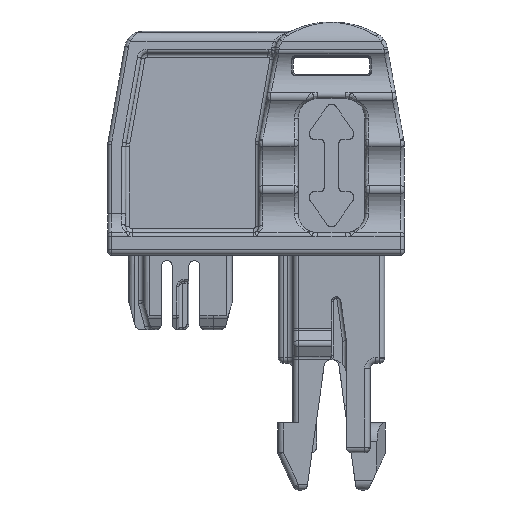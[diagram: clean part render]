
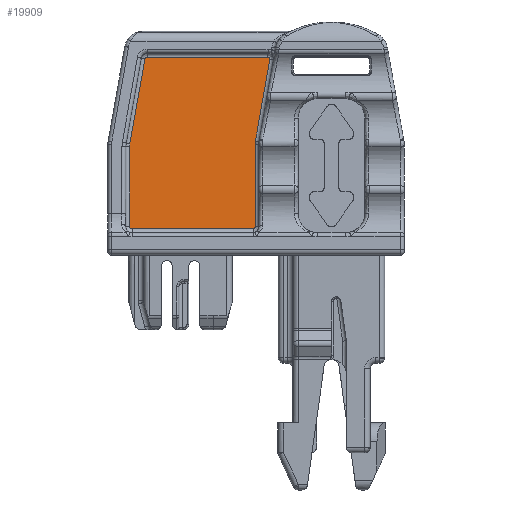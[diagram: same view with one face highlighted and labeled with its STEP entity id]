
A CAD part, front view. The second image highlights one B-rep face of the part: STEP entity #19909.
In plain terms, the highlighted planar face has unit normal (0, -0.999, 0.035).
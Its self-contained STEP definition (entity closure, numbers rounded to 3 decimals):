
#19792=AXIS2_PLACEMENT_3D('Plane Axis2P3D',#19789,#19790,#19791) ;
#15137=CARTESIAN_POINT('Vertex',(8.692,1.61,23.1)) ;
#15140=CARTESIAN_POINT('Line Origine',(7.902,1.454,18.619)) ;
#15144=CARTESIAN_POINT('Vertex',(7.918,1.457,18.714)) ;
#19740=CARTESIAN_POINT('Vertex',(8.593,1.614,23.218)) ;
#19744=CARTESIAN_POINT('Control Point',(8.692,1.61,23.1)) ;
#19745=CARTESIAN_POINT('Control Point',(8.698,1.612,23.135)) ;
#19746=CARTESIAN_POINT('Control Point',(8.689,1.613,23.172)) ;
#19747=CARTESIAN_POINT('Control Point',(8.663,1.614,23.202)) ;
#19748=CARTESIAN_POINT('Control Point',(8.628,1.614,23.218)) ;
#19749=CARTESIAN_POINT('Control Point',(8.593,1.614,23.218)) ;
#19789=CARTESIAN_POINT('Axis2P3D Location',(12.,1.278,13.576)) ;
#19794=CARTESIAN_POINT('Line Origine',(7.9,1.373,16.306)) ;
#19798=CARTESIAN_POINT('Vertex',(7.9,1.296,14.107)) ;
#19800=CARTESIAN_POINT('Vertex',(7.9,1.45,18.506)) ;
#19804=CARTESIAN_POINT('Control Point',(7.918,1.457,18.714)) ;
#19805=CARTESIAN_POINT('Control Point',(7.911,1.456,18.673)) ;
#19806=CARTESIAN_POINT('Control Point',(7.905,1.454,18.631)) ;
#19807=CARTESIAN_POINT('Control Point',(7.902,1.453,18.589)) ;
#19808=CARTESIAN_POINT('Control Point',(7.9,1.451,18.547)) ;
#19809=CARTESIAN_POINT('Control Point',(7.9,1.45,18.506)) ;
#19811=CARTESIAN_POINT('Line Origine',(5.353,1.614,23.218)) ;
#19815=CARTESIAN_POINT('Vertex',(2.114,1.614,23.218)) ;
#19819=CARTESIAN_POINT('Control Point',(1.991,1.611,23.115)) ;
#19820=CARTESIAN_POINT('Control Point',(1.993,1.611,23.128)) ;
#19821=CARTESIAN_POINT('Control Point',(1.997,1.612,23.142)) ;
#19822=CARTESIAN_POINT('Control Point',(2.004,1.612,23.155)) ;
#19823=CARTESIAN_POINT('Control Point',(2.02,1.613,23.178)) ;
#19824=CARTESIAN_POINT('Control Point',(2.041,1.614,23.196)) ;
#19825=CARTESIAN_POINT('Control Point',(2.053,1.614,23.203)) ;
#19826=CARTESIAN_POINT('Control Point',(2.072,1.614,23.212)) ;
#19827=CARTESIAN_POINT('Control Point',(2.093,1.614,23.216)) ;
#19828=CARTESIAN_POINT('Control Point',(2.1,1.614,23.217)) ;
#19829=CARTESIAN_POINT('Control Point',(2.107,1.614,23.218)) ;
#19830=CARTESIAN_POINT('Control Point',(2.114,1.614,23.218)) ;
#19831=CARTESIAN_POINT('Vertex',(1.991,1.611,23.115)) ;
#19834=CARTESIAN_POINT('Line Origine',(1.587,1.531,20.838)) ;
#19838=CARTESIAN_POINT('Vertex',(1.182,1.452,18.562)) ;
#19842=CARTESIAN_POINT('Control Point',(1.17,1.447,18.418)) ;
#19843=CARTESIAN_POINT('Control Point',(1.17,1.448,18.447)) ;
#19844=CARTESIAN_POINT('Control Point',(1.171,1.449,18.476)) ;
#19845=CARTESIAN_POINT('Control Point',(1.174,1.45,18.505)) ;
#19846=CARTESIAN_POINT('Control Point',(1.177,1.451,18.534)) ;
#19847=CARTESIAN_POINT('Control Point',(1.182,1.452,18.562)) ;
#19848=CARTESIAN_POINT('Vertex',(1.17,1.447,18.418)) ;
#19851=CARTESIAN_POINT('Line Origine',(1.167,1.372,16.281)) ;
#19855=CARTESIAN_POINT('Vertex',(1.164,1.298,14.143)) ;
#19859=CARTESIAN_POINT('Control Point',(1.3,1.293,14.007)) ;
#19860=CARTESIAN_POINT('Control Point',(1.283,1.293,14.007)) ;
#19861=CARTESIAN_POINT('Control Point',(1.266,1.293,14.01)) ;
#19862=CARTESIAN_POINT('Control Point',(1.249,1.293,14.016)) ;
#19863=CARTESIAN_POINT('Control Point',(1.219,1.294,14.031)) ;
#19864=CARTESIAN_POINT('Control Point',(1.194,1.295,14.055)) ;
#19865=CARTESIAN_POINT('Control Point',(1.184,1.295,14.07)) ;
#19866=CARTESIAN_POINT('Control Point',(1.172,1.296,14.093)) ;
#19867=CARTESIAN_POINT('Control Point',(1.166,1.297,14.118)) ;
#19868=CARTESIAN_POINT('Control Point',(1.165,1.297,14.126)) ;
#19869=CARTESIAN_POINT('Control Point',(1.164,1.297,14.135)) ;
#19870=CARTESIAN_POINT('Control Point',(1.164,1.298,14.143)) ;
#19871=CARTESIAN_POINT('Vertex',(1.3,1.293,14.007)) ;
#19874=CARTESIAN_POINT('Line Origine',(4.55,1.293,14.007)) ;
#19878=CARTESIAN_POINT('Vertex',(7.8,1.293,14.007)) ;
#19882=CARTESIAN_POINT('Control Point',(7.8,1.293,14.007)) ;
#19883=CARTESIAN_POINT('Control Point',(7.812,1.293,14.007)) ;
#19884=CARTESIAN_POINT('Control Point',(7.825,1.293,14.009)) ;
#19885=CARTESIAN_POINT('Control Point',(7.838,1.293,14.013)) ;
#19886=CARTESIAN_POINT('Control Point',(7.86,1.293,14.025)) ;
#19887=CARTESIAN_POINT('Control Point',(7.878,1.294,14.043)) ;
#19888=CARTESIAN_POINT('Control Point',(7.886,1.294,14.054)) ;
#19889=CARTESIAN_POINT('Control Point',(7.894,1.295,14.07)) ;
#19890=CARTESIAN_POINT('Control Point',(7.899,1.296,14.089)) ;
#19891=CARTESIAN_POINT('Control Point',(7.9,1.296,14.095)) ;
#19892=CARTESIAN_POINT('Control Point',(7.9,1.296,14.101)) ;
#19893=CARTESIAN_POINT('Control Point',(7.9,1.296,14.107)) ;
#15141=DIRECTION('Vector Direction',(-0.174,-0.034,-0.984)) ;
#19790=DIRECTION('Axis2P3D Direction',(0.,-0.999,0.035)) ;
#19791=DIRECTION('Axis2P3D XDirection',(0.,0.035,0.999)) ;
#19795=DIRECTION('Vector Direction',(0.,0.035,0.999)) ;
#19812=DIRECTION('Vector Direction',(-1.,0.,0.)) ;
#19835=DIRECTION('Vector Direction',(0.175,0.034,0.984)) ;
#19852=DIRECTION('Vector Direction',(0.001,0.035,0.999)) ;
#19875=DIRECTION('Vector Direction',(-1.,0.,0.)) ;
#15142=VECTOR('Line Direction',#15141,1.) ;
#19796=VECTOR('Line Direction',#19795,1.) ;
#19813=VECTOR('Line Direction',#19812,1.) ;
#19836=VECTOR('Line Direction',#19835,1.) ;
#19853=VECTOR('Line Direction',#19852,1.) ;
#19876=VECTOR('Line Direction',#19875,1.) ;
#19896=ORIENTED_EDGE('',*,*,#19802,.T.) ;
#19897=ORIENTED_EDGE('',*,*,#19810,.T.) ;
#19898=ORIENTED_EDGE('',*,*,#15146,.T.) ;
#19899=ORIENTED_EDGE('',*,*,#19750,.T.) ;
#19900=ORIENTED_EDGE('',*,*,#19817,.T.) ;
#19901=ORIENTED_EDGE('',*,*,#19833,.T.) ;
#19902=ORIENTED_EDGE('',*,*,#19840,.T.) ;
#19903=ORIENTED_EDGE('',*,*,#19850,.T.) ;
#19904=ORIENTED_EDGE('',*,*,#19857,.T.) ;
#19905=ORIENTED_EDGE('',*,*,#19873,.T.) ;
#19906=ORIENTED_EDGE('',*,*,#19880,.T.) ;
#19907=ORIENTED_EDGE('',*,*,#19894,.T.) ;
#19909=ADVANCED_FACE('LL_TTB_6-2_CM_Component_2',(#19908),#19793,.T.) ;
#19743=B_SPLINE_CURVE_WITH_KNOTS('',5,(#19744,#19745,#19746,#19747,#19748,#19749),.UNSPECIFIED.,.F.,.U.,(6,6),(0.718,1.14),.UNSPECIFIED.) ;
#19803=B_SPLINE_CURVE_WITH_KNOTS('',5,(#19804,#19805,#19806,#19807,#19808,#19809),.UNSPECIFIED.,.F.,.U.,(6,6),(0.,0.296),.UNSPECIFIED.) ;
#19818=B_SPLINE_CURVE_WITH_KNOTS('',5,(#19819,#19820,#19821,#19822,#19823,#19824,#19825,#19826,#19827,#19828,#19829,#19830),.UNSPECIFIED.,.F.,.U.,(6,3,3,6),(0.,0.098,0.196,0.245),.UNSPECIFIED.) ;
#19841=B_SPLINE_CURVE_WITH_KNOTS('',5,(#19842,#19843,#19844,#19845,#19846,#19847),.UNSPECIFIED.,.F.,.U.,(6,6),(0.,0.205),.UNSPECIFIED.) ;
#19858=B_SPLINE_CURVE_WITH_KNOTS('',5,(#19859,#19860,#19861,#19862,#19863,#19864,#19865,#19866,#19867,#19868,#19869,#19870),.UNSPECIFIED.,.F.,.U.,(6,3,3,6),(0.,0.12,0.24,0.301),.UNSPECIFIED.) ;
#19881=B_SPLINE_CURVE_WITH_KNOTS('',5,(#19882,#19883,#19884,#19885,#19886,#19887,#19888,#19889,#19890,#19891,#19892,#19893),.UNSPECIFIED.,.F.,.U.,(6,3,3,6),(0.,0.089,0.177,0.222),.UNSPECIFIED.) ;
#15146=EDGE_CURVE('',#15145,#15138,#15143,.F.) ;
#19750=EDGE_CURVE('',#15138,#19741,#19743,.T.) ;
#19802=EDGE_CURVE('',#19799,#19801,#19797,.T.) ;
#19810=EDGE_CURVE('',#19801,#15145,#19803,.F.) ;
#19817=EDGE_CURVE('',#19741,#19816,#19814,.T.) ;
#19833=EDGE_CURVE('',#19816,#19832,#19818,.F.) ;
#19840=EDGE_CURVE('',#19832,#19839,#19837,.F.) ;
#19850=EDGE_CURVE('',#19839,#19849,#19841,.F.) ;
#19857=EDGE_CURVE('',#19849,#19856,#19854,.F.) ;
#19873=EDGE_CURVE('',#19856,#19872,#19858,.F.) ;
#19880=EDGE_CURVE('',#19872,#19879,#19877,.F.) ;
#19894=EDGE_CURVE('',#19879,#19799,#19881,.T.) ;
#19895=EDGE_LOOP('',(#19896,#19897,#19898,#19899,#19900,#19901,#19902,#19903,#19904,#19905,#19906,#19907)) ;
#19908=FACE_OUTER_BOUND('',#19895,.T.) ;
#15143=LINE('Line',#15140,#15142) ;
#19797=LINE('Line',#19794,#19796) ;
#19814=LINE('Line',#19811,#19813) ;
#19837=LINE('Line',#19834,#19836) ;
#19854=LINE('Line',#19851,#19853) ;
#19877=LINE('Line',#19874,#19876) ;
#19793=PLANE('',#19792) ;
#15138=VERTEX_POINT('',#15137) ;
#15145=VERTEX_POINT('',#15144) ;
#19741=VERTEX_POINT('',#19740) ;
#19799=VERTEX_POINT('',#19798) ;
#19801=VERTEX_POINT('',#19800) ;
#19816=VERTEX_POINT('',#19815) ;
#19832=VERTEX_POINT('',#19831) ;
#19839=VERTEX_POINT('',#19838) ;
#19849=VERTEX_POINT('',#19848) ;
#19856=VERTEX_POINT('',#19855) ;
#19872=VERTEX_POINT('',#19871) ;
#19879=VERTEX_POINT('',#19878) ;
